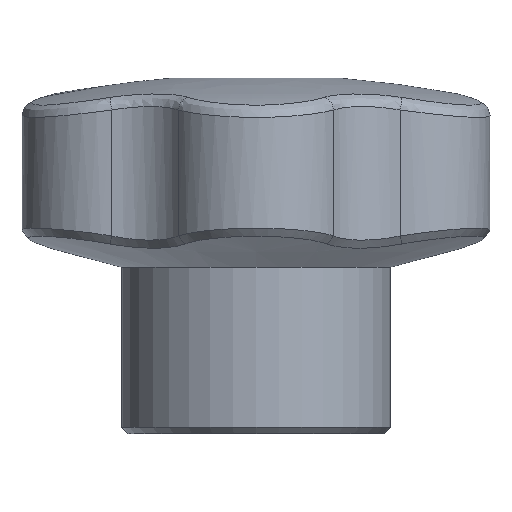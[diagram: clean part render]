
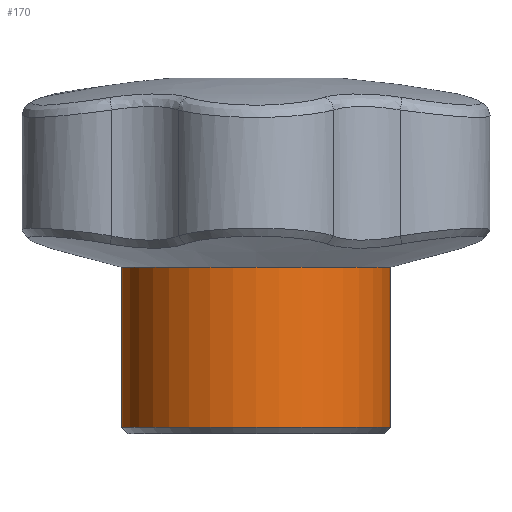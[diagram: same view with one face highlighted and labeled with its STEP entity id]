
A CAD part, left-side view. The second image highlights one B-rep face of the part: STEP entity #170.
In plain terms, the highlighted cylindrical face has radius 10.5 mm (diameter 21 mm), a full revolution.
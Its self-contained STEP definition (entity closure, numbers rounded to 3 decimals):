
#170 = ADVANCED_FACE( '', ( #348, #349 ), #350, .T. );
#348 = FACE_OUTER_BOUND( '', #3069, .T. );
#349 = FACE_OUTER_BOUND( '', #3070, .T. );
#350 = CYLINDRICAL_SURFACE( '', #3071, 10.5 );
#3069 = EDGE_LOOP( '', ( #3412 ) );
#3070 = EDGE_LOOP( '', ( #3413 ) );
#3071 = AXIS2_PLACEMENT_3D( '', #3414, #3415, #3416 );
#3412 = ORIENTED_EDGE( '', *, *, #3489, .T. );
#3413 = ORIENTED_EDGE( '', *, *, #3486, .F. );
#3414 = CARTESIAN_POINT( '', ( 0., 0., 28. ) );
#3415 = DIRECTION( '', ( 0., 0., -1. ) );
#3416 = DIRECTION( '', ( 1., 0., 0. ) );
#3486 = EDGE_CURVE( '', #3674, #3674, #3675, .T. );
#3489 = EDGE_CURVE( '', #3679, #3679, #3680, .T. );
#3674 = VERTEX_POINT( '', #4959 );
#3675 = CIRCLE( '', #4960, 10.5 );
#3679 = VERTEX_POINT( '', #4964 );
#3680 = CIRCLE( '', #4965, 10.5 );
#4959 = CARTESIAN_POINT( '', ( 10.5, 0., 13. ) );
#4960 = AXIS2_PLACEMENT_3D( '', #5981, #5982, #5983 );
#4964 = CARTESIAN_POINT( '', ( 10.5, 0., 0.5 ) );
#4965 = AXIS2_PLACEMENT_3D( '', #5987, #5988, #5989 );
#5981 = CARTESIAN_POINT( '', ( 0., 0., 13. ) );
#5982 = DIRECTION( '', ( 0., 0., 1. ) );
#5983 = DIRECTION( '', ( 1., 0., 0. ) );
#5987 = CARTESIAN_POINT( '', ( 0., 0., 0.5 ) );
#5988 = DIRECTION( '', ( 0., 0., 1. ) );
#5989 = DIRECTION( '', ( 1., 0., 0. ) );
